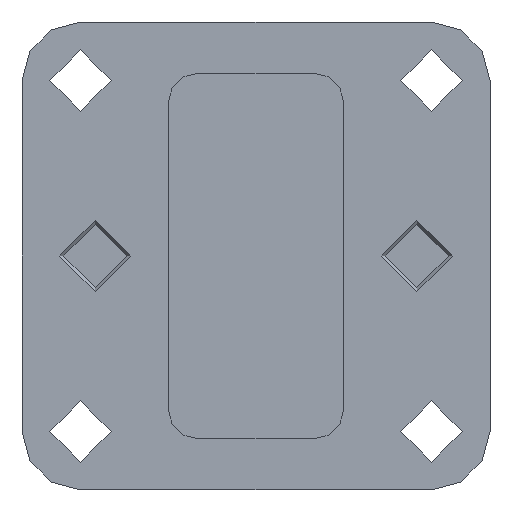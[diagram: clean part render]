
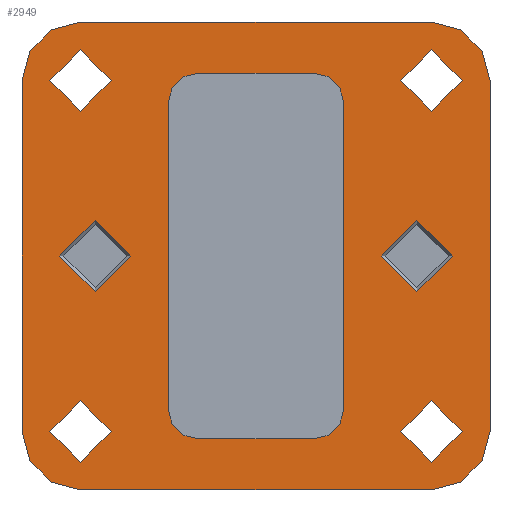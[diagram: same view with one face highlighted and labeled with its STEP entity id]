
A CAD part, front view. The second image highlights one B-rep face of the part: STEP entity #2949.
In plain terms, the highlighted planar face has unit normal (0, -1, 0).
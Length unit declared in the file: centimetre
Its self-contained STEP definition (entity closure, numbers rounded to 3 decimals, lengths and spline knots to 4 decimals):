
#14=FACE_BOUND('',#607,.T.);
#15=FACE_BOUND('',#608,.T.);
#16=FACE_BOUND('',#609,.T.);
#17=FACE_BOUND('',#610,.T.);
#18=FACE_BOUND('',#611,.T.);
#19=FACE_BOUND('',#612,.T.);
#20=FACE_BOUND('',#613,.T.);
#212=CIRCLE('',#3234,0.2);
#214=CIRCLE('',#3237,0.4);
#215=CIRCLE('',#3238,0.4);
#216=CIRCLE('',#3239,0.4);
#217=CIRCLE('',#3240,0.4);
#218=CIRCLE('',#3241,0.2);
#219=CIRCLE('',#3242,0.2);
#220=CIRCLE('',#3243,0.2);
#221=CIRCLE('',#3244,0.242);
#222=CIRCLE('',#3245,0.21);
#223=CIRCLE('',#3246,0.21);
#224=CIRCLE('',#3247,0.21);
#225=CIRCLE('',#3248,0.21);
#226=CIRCLE('',#3249,0.242);
#285=PLANE('',#3236);
#431=FACE_OUTER_BOUND('',#606,.T.);
#606=EDGE_LOOP('',(#2346,#2347,#2348,#2349,#2350,#2351,#2352,#2353));
#607=EDGE_LOOP('',(#2354,#2355,#2356,#2357,#2358,#2359,#2360,#2361));
#608=EDGE_LOOP('',(#2362));
#609=EDGE_LOOP('',(#2363));
#610=EDGE_LOOP('',(#2364));
#611=EDGE_LOOP('',(#2365));
#612=EDGE_LOOP('',(#2366));
#613=EDGE_LOOP('',(#2367));
#854=LINE('',#5675,#1052);
#855=LINE('',#5679,#1053);
#856=LINE('',#5683,#1054);
#857=LINE('',#5686,#1055);
#858=LINE('',#5688,#1056);
#859=LINE('',#5692,#1057);
#860=LINE('',#5696,#1058);
#861=LINE('',#5699,#1059);
#1052=VECTOR('',#3921,2.4);
#1053=VECTOR('',#3924,2.4);
#1054=VECTOR('',#3927,2.4);
#1055=VECTOR('',#3930,2.4);
#1056=VECTOR('',#3931,0.8);
#1057=VECTOR('',#3934,2.1);
#1058=VECTOR('',#3937,0.8);
#1059=VECTOR('',#3940,2.1);
#1298=VERTEX_POINT('',#5662);
#1299=VERTEX_POINT('',#5663);
#1302=VERTEX_POINT('',#5671);
#1303=VERTEX_POINT('',#5672);
#1304=VERTEX_POINT('',#5674);
#1305=VERTEX_POINT('',#5676);
#1306=VERTEX_POINT('',#5678);
#1307=VERTEX_POINT('',#5680);
#1308=VERTEX_POINT('',#5682);
#1309=VERTEX_POINT('',#5684);
#1310=VERTEX_POINT('',#5687);
#1311=VERTEX_POINT('',#5689);
#1312=VERTEX_POINT('',#5691);
#1313=VERTEX_POINT('',#5693);
#1314=VERTEX_POINT('',#5695);
#1315=VERTEX_POINT('',#5697);
#1316=VERTEX_POINT('',#5700);
#1317=VERTEX_POINT('',#5702);
#1318=VERTEX_POINT('',#5704);
#1319=VERTEX_POINT('',#5706);
#1320=VERTEX_POINT('',#5708);
#1321=VERTEX_POINT('',#5710);
#1664=EDGE_CURVE('',#1298,#1299,#212,.T.);
#1668=EDGE_CURVE('',#1302,#1303,#214,.T.);
#1669=EDGE_CURVE('',#1303,#1304,#854,.T.);
#1670=EDGE_CURVE('',#1304,#1305,#215,.T.);
#1671=EDGE_CURVE('',#1305,#1306,#855,.T.);
#1672=EDGE_CURVE('',#1306,#1307,#216,.T.);
#1673=EDGE_CURVE('',#1307,#1308,#856,.T.);
#1674=EDGE_CURVE('',#1308,#1309,#217,.T.);
#1675=EDGE_CURVE('',#1309,#1302,#857,.T.);
#1676=EDGE_CURVE('',#1310,#1299,#858,.T.);
#1677=EDGE_CURVE('',#1310,#1311,#218,.T.);
#1678=EDGE_CURVE('',#1312,#1311,#859,.T.);
#1679=EDGE_CURVE('',#1312,#1313,#219,.T.);
#1680=EDGE_CURVE('',#1314,#1313,#860,.T.);
#1681=EDGE_CURVE('',#1314,#1315,#220,.T.);
#1682=EDGE_CURVE('',#1298,#1315,#861,.T.);
#1683=EDGE_CURVE('',#1316,#1316,#221,.T.);
#1684=EDGE_CURVE('',#1317,#1317,#222,.T.);
#1685=EDGE_CURVE('',#1318,#1318,#223,.T.);
#1686=EDGE_CURVE('',#1319,#1319,#224,.T.);
#1687=EDGE_CURVE('',#1320,#1320,#225,.T.);
#1688=EDGE_CURVE('',#1321,#1321,#226,.T.);
#2346=ORIENTED_EDGE('',*,*,#1668,.T.);
#2347=ORIENTED_EDGE('',*,*,#1669,.T.);
#2348=ORIENTED_EDGE('',*,*,#1670,.T.);
#2349=ORIENTED_EDGE('',*,*,#1671,.T.);
#2350=ORIENTED_EDGE('',*,*,#1672,.T.);
#2351=ORIENTED_EDGE('',*,*,#1673,.T.);
#2352=ORIENTED_EDGE('',*,*,#1674,.T.);
#2353=ORIENTED_EDGE('',*,*,#1675,.T.);
#2354=ORIENTED_EDGE('',*,*,#1664,.T.);
#2355=ORIENTED_EDGE('',*,*,#1676,.F.);
#2356=ORIENTED_EDGE('',*,*,#1677,.T.);
#2357=ORIENTED_EDGE('',*,*,#1678,.F.);
#2358=ORIENTED_EDGE('',*,*,#1679,.T.);
#2359=ORIENTED_EDGE('',*,*,#1680,.F.);
#2360=ORIENTED_EDGE('',*,*,#1681,.T.);
#2361=ORIENTED_EDGE('',*,*,#1682,.F.);
#2362=ORIENTED_EDGE('',*,*,#1683,.T.);
#2363=ORIENTED_EDGE('',*,*,#1684,.T.);
#2364=ORIENTED_EDGE('',*,*,#1685,.T.);
#2365=ORIENTED_EDGE('',*,*,#1686,.T.);
#2366=ORIENTED_EDGE('',*,*,#1687,.T.);
#2367=ORIENTED_EDGE('',*,*,#1688,.T.);
#2949=ADVANCED_FACE('',(#431,#14,#15,#16,#17,#18,#19,#20),#285,.F.);
#3234=AXIS2_PLACEMENT_3D('',#5664,#3911,#3912);
#3236=AXIS2_PLACEMENT_3D('',#5670,#3917,#3918);
#3237=AXIS2_PLACEMENT_3D('',#5673,#3919,#3920);
#3238=AXIS2_PLACEMENT_3D('',#5677,#3922,#3923);
#3239=AXIS2_PLACEMENT_3D('',#5681,#3925,#3926);
#3240=AXIS2_PLACEMENT_3D('',#5685,#3928,#3929);
#3241=AXIS2_PLACEMENT_3D('',#5690,#3932,#3933);
#3242=AXIS2_PLACEMENT_3D('',#5694,#3935,#3936);
#3243=AXIS2_PLACEMENT_3D('',#5698,#3938,#3939);
#3244=AXIS2_PLACEMENT_3D('',#5701,#3941,#3942);
#3245=AXIS2_PLACEMENT_3D('',#5703,#3943,#3944);
#3246=AXIS2_PLACEMENT_3D('',#5705,#3945,#3946);
#3247=AXIS2_PLACEMENT_3D('',#5707,#3947,#3948);
#3248=AXIS2_PLACEMENT_3D('',#5709,#3949,#3950);
#3249=AXIS2_PLACEMENT_3D('',#5711,#3951,#3952);
#3911=DIRECTION('center_axis',(0.,1.,0.));
#3912=DIRECTION('ref_axis',(1.,0.,0.));
#3917=DIRECTION('center_axis',(0.,1.,0.));
#3918=DIRECTION('ref_axis',(1.,0.,0.));
#3919=DIRECTION('center_axis',(0.,-1.,0.));
#3920=DIRECTION('ref_axis',(0.,0.,1.));
#3921=DIRECTION('',(0.,0.,-1.));
#3922=DIRECTION('center_axis',(0.,-1.,0.));
#3923=DIRECTION('ref_axis',(-1.,0.,0.));
#3924=DIRECTION('',(1.,0.,0.));
#3925=DIRECTION('center_axis',(0.,-1.,0.));
#3926=DIRECTION('ref_axis',(0.,0.,-1.));
#3927=DIRECTION('',(0.,0.,1.));
#3928=DIRECTION('center_axis',(0.,-1.,0.));
#3929=DIRECTION('ref_axis',(1.,0.,0.));
#3930=DIRECTION('',(-1.,0.,0.));
#3931=DIRECTION('',(1.,0.,0.));
#3932=DIRECTION('center_axis',(0.,1.,0.));
#3933=DIRECTION('ref_axis',(0.,0.,-1.));
#3934=DIRECTION('',(0.,0.,-1.));
#3935=DIRECTION('center_axis',(0.,1.,0.));
#3936=DIRECTION('ref_axis',(-1.,0.,0.));
#3937=DIRECTION('',(-1.,0.,0.));
#3938=DIRECTION('center_axis',(0.,1.,0.));
#3939=DIRECTION('ref_axis',(0.,0.,1.));
#3940=DIRECTION('',(0.,0.,1.));
#3941=DIRECTION('center_axis',(0.,1.,0.));
#3942=DIRECTION('ref_axis',(-1.,0.,0.));
#3943=DIRECTION('center_axis',(0.,1.,0.));
#3944=DIRECTION('ref_axis',(1.,0.,0.));
#3945=DIRECTION('center_axis',(0.,1.,0.));
#3946=DIRECTION('ref_axis',(1.,0.,0.));
#3947=DIRECTION('center_axis',(0.,1.,0.));
#3948=DIRECTION('ref_axis',(1.,0.,0.));
#3949=DIRECTION('center_axis',(0.,1.,0.));
#3950=DIRECTION('ref_axis',(1.,0.,0.));
#3951=DIRECTION('center_axis',(0.,1.,0.));
#3952=DIRECTION('ref_axis',(-1.,0.,0.));
#5662=CARTESIAN_POINT('',(2.2,0.,-2.65));
#5663=CARTESIAN_POINT('',(2.,0.,-2.85));
#5664=CARTESIAN_POINT('Origin',(2.,0.,-2.65));
#5670=CARTESIAN_POINT('Origin',(1.6,0.,-1.6));
#5671=CARTESIAN_POINT('',(0.4,0.,0.));
#5672=CARTESIAN_POINT('',(0.,0.,-0.4));
#5673=CARTESIAN_POINT('Origin',(0.4,0.,-0.4));
#5674=CARTESIAN_POINT('',(0.,0.,-2.8));
#5675=CARTESIAN_POINT('',(0.,0.,-0.4));
#5676=CARTESIAN_POINT('',(0.4,0.,-3.2));
#5677=CARTESIAN_POINT('Origin',(0.4,0.,-2.8));
#5678=CARTESIAN_POINT('',(2.8,0.,-3.2));
#5679=CARTESIAN_POINT('',(0.4,0.,-3.2));
#5680=CARTESIAN_POINT('',(3.2,0.,-2.8));
#5681=CARTESIAN_POINT('Origin',(2.8,0.,-2.8));
#5682=CARTESIAN_POINT('',(3.2,0.,-0.4));
#5683=CARTESIAN_POINT('',(3.2,0.,-2.8));
#5684=CARTESIAN_POINT('',(2.8,0.,0.));
#5685=CARTESIAN_POINT('Origin',(2.8,0.,-0.4));
#5686=CARTESIAN_POINT('',(2.8,0.,0.));
#5687=CARTESIAN_POINT('',(1.2,0.,-2.85));
#5688=CARTESIAN_POINT('',(1.2,0.,-2.85));
#5689=CARTESIAN_POINT('',(1.,0.,-2.65));
#5690=CARTESIAN_POINT('Origin',(1.2,0.,-2.65));
#5691=CARTESIAN_POINT('',(1.,0.,-0.55));
#5692=CARTESIAN_POINT('',(1.,0.,-0.55));
#5693=CARTESIAN_POINT('',(1.2,0.,-0.35));
#5694=CARTESIAN_POINT('Origin',(1.2,0.,-0.55));
#5695=CARTESIAN_POINT('',(2.,0.,-0.35));
#5696=CARTESIAN_POINT('',(2.,0.,-0.35));
#5697=CARTESIAN_POINT('',(2.2,0.,-0.55));
#5698=CARTESIAN_POINT('Origin',(2.,0.,-0.55));
#5699=CARTESIAN_POINT('',(2.2,0.,-2.65));
#5700=CARTESIAN_POINT('',(2.458,0.,-1.6));
#5701=CARTESIAN_POINT('Origin',(2.7,0.,-1.6));
#5702=CARTESIAN_POINT('',(0.61,0.,-0.4));
#5703=CARTESIAN_POINT('Origin',(0.4,0.,-0.4));
#5704=CARTESIAN_POINT('',(0.61,0.,-2.8));
#5705=CARTESIAN_POINT('Origin',(0.4,0.,-2.8));
#5706=CARTESIAN_POINT('',(3.01,0.,-2.8));
#5707=CARTESIAN_POINT('Origin',(2.8,0.,-2.8));
#5708=CARTESIAN_POINT('',(3.01,0.,-0.4));
#5709=CARTESIAN_POINT('Origin',(2.8,0.,-0.4));
#5710=CARTESIAN_POINT('',(0.258,0.,-1.6));
#5711=CARTESIAN_POINT('Origin',(0.5,0.,-1.6));
